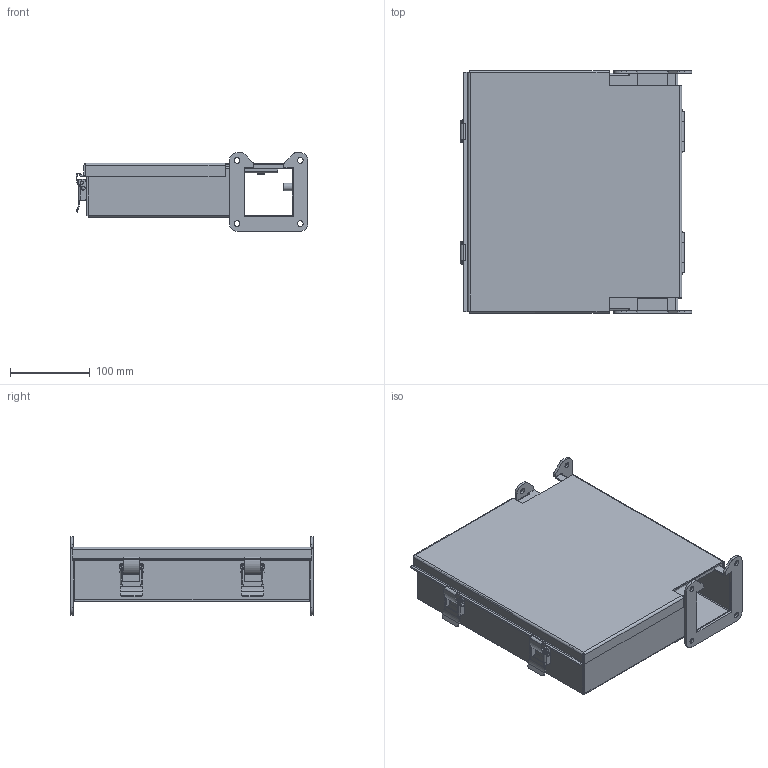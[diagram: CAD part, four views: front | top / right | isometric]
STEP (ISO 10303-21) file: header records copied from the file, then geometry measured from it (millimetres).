
FILE_DESCRIPTION (( 'STEP AP203' ), '1' );
FILE_NAME ('1485BJ.step', '2020-11-19T14:29:37', ( 'ADC123' ), ( 'Microsoft' ), 'SwSTEP 2.0', 'SolidWorks 2019', '' );
FILE_SCHEMA (( 'CONFIG_CONTROL_DESIGN' ));
Length unit declared in the file: inch
Products named in the file (1): 1485BJ
Bounding box: 291.23 x 304.8 x 98.42 mm (x, y, z)
Volume: 681131.4 mm3; surface area: 716530.4 mm2
Topology: 30 solids, 30 shells, 550 faces, 1384 edges, 898 vertices
Faces by surface type: plane 332, cylinder 188, cone 18, bspline 12
Full cylindrical faces by diameter (mm): 3.175 x4, 3.967 x6, 4.013 x4, 4.115 x4, 4.166 x4, 6.731 x4, 7.137 x8, 9.525 x6
Entity records: 16577 total; most frequent: CARTESIAN_POINT 3351, DIRECTION 2754, ORIENTED_EDGE 2612, EDGE_CURVE 1306, AXIS2_PLACEMENT_3D 929, VECTOR 896, LINE 896, VERTEX_POINT 886
